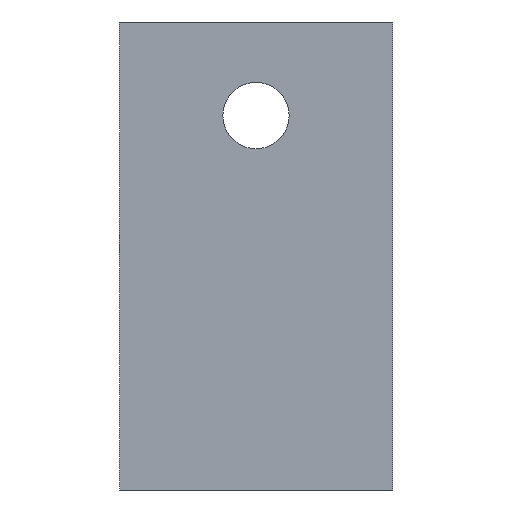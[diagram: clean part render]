
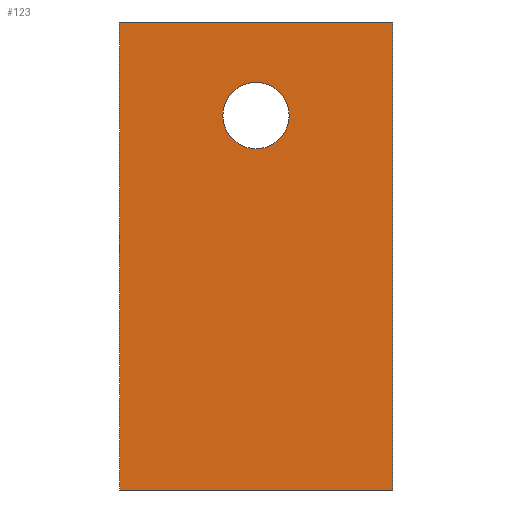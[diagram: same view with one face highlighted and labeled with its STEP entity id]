
A CAD part, front view. The second image highlights one B-rep face of the part: STEP entity #123.
In plain terms, the highlighted planar face has unit normal (0, -1, 0).
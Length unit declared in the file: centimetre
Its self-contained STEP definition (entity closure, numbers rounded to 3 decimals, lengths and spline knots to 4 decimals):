
#19=FACE_BOUND('',#32,.T.);
#22=CIRCLE('',#133,0.425);
#24=FACE_OUTER_BOUND('',#31,.T.);
#31=EDGE_LOOP('',(#89,#90,#91,#92));
#32=EDGE_LOOP('',(#93));
#41=LINE('',#177,#53);
#42=LINE('',#179,#54);
#43=LINE('',#181,#55);
#44=LINE('',#182,#56);
#53=VECTOR('',#145,3.5);
#54=VECTOR('',#146,6.);
#55=VECTOR('',#147,3.5);
#56=VECTOR('',#148,6.);
#65=VERTEX_POINT('',#175);
#66=VERTEX_POINT('',#176);
#67=VERTEX_POINT('',#178);
#68=VERTEX_POINT('',#180);
#69=VERTEX_POINT('',#183);
#75=EDGE_CURVE('',#65,#66,#41,.T.);
#76=EDGE_CURVE('',#66,#67,#42,.T.);
#77=EDGE_CURVE('',#67,#68,#43,.T.);
#78=EDGE_CURVE('',#68,#65,#44,.T.);
#79=EDGE_CURVE('',#69,#69,#22,.T.);
#89=ORIENTED_EDGE('',*,*,#75,.T.);
#90=ORIENTED_EDGE('',*,*,#76,.T.);
#91=ORIENTED_EDGE('',*,*,#77,.T.);
#92=ORIENTED_EDGE('',*,*,#78,.T.);
#93=ORIENTED_EDGE('',*,*,#79,.F.);
#117=PLANE('',#132);
#123=ADVANCED_FACE('',(#24,#19),#117,.F.);
#132=AXIS2_PLACEMENT_3D('',#174,#143,#144);
#133=AXIS2_PLACEMENT_3D('',#184,#149,#150);
#143=DIRECTION('center_axis',(0.,1.,0.));
#144=DIRECTION('ref_axis',(0.,0.,-1.));
#145=DIRECTION('',(-1.,0.,0.));
#146=DIRECTION('',(0.,0.,-1.));
#147=DIRECTION('',(1.,0.,0.));
#148=DIRECTION('',(0.,0.,1.));
#149=DIRECTION('center_axis',(0.,-1.,0.));
#150=DIRECTION('ref_axis',(0.,0.,-1.));
#174=CARTESIAN_POINT('Origin',(0.,-0.15,0.));
#175=CARTESIAN_POINT('',(1.75,-0.15,1.2));
#176=CARTESIAN_POINT('',(-1.75,-0.15,1.2));
#177=CARTESIAN_POINT('',(1.75,-0.15,1.2));
#178=CARTESIAN_POINT('',(-1.75,-0.15,-4.8));
#179=CARTESIAN_POINT('',(-1.75,-0.15,1.2));
#180=CARTESIAN_POINT('',(1.75,-0.15,-4.8));
#181=CARTESIAN_POINT('',(-1.75,-0.15,-4.8));
#182=CARTESIAN_POINT('',(1.75,-0.15,-4.8));
#183=CARTESIAN_POINT('',(0.,-0.15,-0.425));
#184=CARTESIAN_POINT('Origin',(0.,-0.15,0.));
